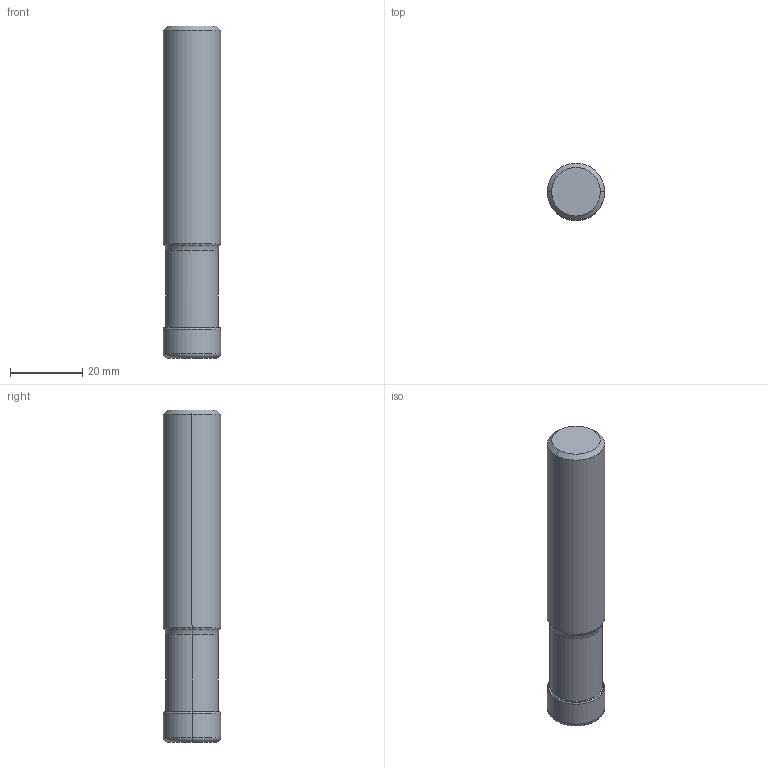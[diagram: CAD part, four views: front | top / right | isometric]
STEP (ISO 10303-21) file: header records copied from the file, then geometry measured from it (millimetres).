
FILE_DESCRIPTION(/* description */ (''),/* implementation_level */ '2;1');
FILE_NAME(/* name */ 'VPX200UR1002FA10S_IR0_047.stp',/* time_stamp */ '2025-07-08T15:38:29+09:00',/* author */ (''),/* organization */ (''),/* preprocessor_version */ 'ST-DEVELOPER v18.101',/* originating_system */ 'SIEMENS PLM Software NX 2011',/* authorisation */ '');
FILE_SCHEMA (('AUTOMOTIVE_DESIGN { 1 0 10303 214 3 1 1 1 }'));
Length unit declared in the file: millimetre
Products named in the file (1): VPX200UR1002FA10S_IR0_047_ASM
Bounding box: 15.88 x 15.88 x 92.08 mm (x, y, z)
Volume: 18039.7 mm3; surface area: 5611.9 mm2
Topology: 2 solids, 2 shells, 49 faces, 122 edges, 91 vertices
Faces by surface type: torus 18, bspline 10, cone 8, cylinder 6, revolution 4, plane 3
Entity records: 2151 total; most frequent: CARTESIAN_POINT 964, DIRECTION 228, ORIENTED_EDGE 216, EDGE_CURVE 108, AXIS2_PLACEMENT_3D 104, VERTEX_POINT 62, CIRCLE 61, EDGE_LOOP 50
